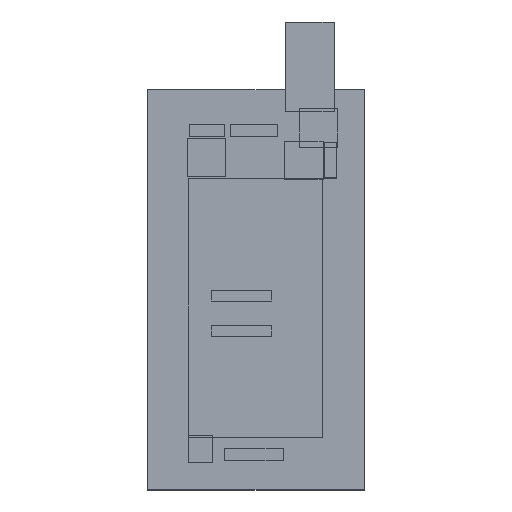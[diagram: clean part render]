
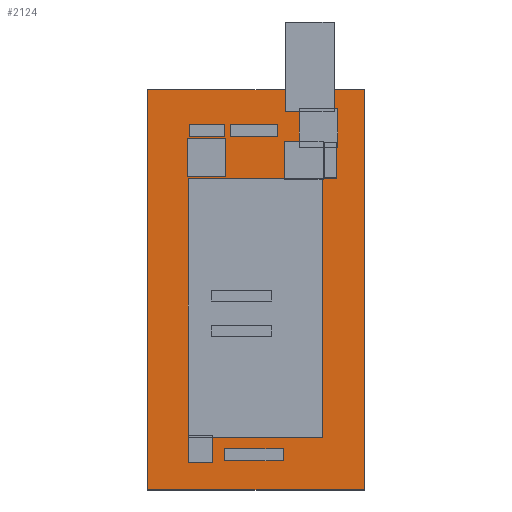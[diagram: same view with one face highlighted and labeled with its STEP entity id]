
A CAD part, top view. The second image highlights one B-rep face of the part: STEP entity #2124.
In plain terms, the highlighted planar face has unit normal (0, 0, 1).
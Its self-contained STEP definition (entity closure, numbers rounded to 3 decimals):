
#96 = FACE_OUTER_BOUND ( 'NONE', #2991, .T. ) ;
#205 = CARTESIAN_POINT ( 'NONE',  ( -10.16, 86.35, 1.6 ) ) ;
#217 = LINE ( 'NONE', #1471, #1638 ) ;
#312 = CARTESIAN_POINT ( 'NONE',  ( -10.16, 0., 1.6 ) ) ;
#423 = EDGE_CURVE ( 'NONE', #2895, #830, #1093, .T. ) ;
#652 = CARTESIAN_POINT ( 'NONE',  ( -10.16, 0., 1.6 ) ) ;
#756 = ORIENTED_EDGE ( 'NONE', *, *, #423, .T. ) ;
#830 = VERTEX_POINT ( 'NONE', #2851 ) ;
#837 = LINE ( 'NONE', #2621, #2838 ) ;
#965 = VECTOR ( 'NONE', #1364, 1000. ) ;
#1093 = LINE ( 'NONE', #312, #965 ) ;
#1166 = DIRECTION ( 'NONE',  ( 0., 0., 1. ) ) ;
#1205 = DIRECTION ( 'NONE',  ( -1., 0., 0. ) ) ;
#1294 = LINE ( 'NONE', #3089, #3215 ) ;
#1364 = DIRECTION ( 'NONE',  ( 1., 0., 0. ) ) ;
#1471 = CARTESIAN_POINT ( 'NONE',  ( 36.5, 86.35, 1.6 ) ) ;
#1541 = ORIENTED_EDGE ( 'NONE', *, *, #2262, .T. ) ;
#1624 = DIRECTION ( 'NONE',  ( 0., 1., 0. ) ) ;
#1638 = VECTOR ( 'NONE', #1205, 1000. ) ;
#2124 = ADVANCED_FACE ( 'NONE', ( #96 ), #2169, .T. ) ;
#2169 = PLANE ( 'NONE',  #2625 ) ;
#2197 = CARTESIAN_POINT ( 'NONE',  ( 0., 0., 1.6 ) ) ;
#2262 = EDGE_CURVE ( 'NONE', #3326, #3027, #217, .T. ) ;
#2556 = CARTESIAN_POINT ( 'NONE',  ( 36.5, 86.35, 1.6 ) ) ;
#2565 = EDGE_CURVE ( 'NONE', #830, #3326, #837, .T. ) ;
#2621 = CARTESIAN_POINT ( 'NONE',  ( 36.5, 0., 1.6 ) ) ;
#2625 = AXIS2_PLACEMENT_3D ( 'NONE', #2197, #1166, #2738 ) ;
#2738 = DIRECTION ( 'NONE',  ( 1., 0., 0. ) ) ;
#2761 = ORIENTED_EDGE ( 'NONE', *, *, #3033, .T. ) ;
#2838 = VECTOR ( 'NONE', #1624, 1000. ) ;
#2851 = CARTESIAN_POINT ( 'NONE',  ( 36.5, 0., 1.6 ) ) ;
#2895 = VERTEX_POINT ( 'NONE', #652 ) ;
#2991 = EDGE_LOOP ( 'NONE', ( #2761, #756, #3321, #1541 ) ) ;
#3027 = VERTEX_POINT ( 'NONE', #205 ) ;
#3033 = EDGE_CURVE ( 'NONE', #3027, #2895, #1294, .T. ) ;
#3076 = DIRECTION ( 'NONE',  ( 0., -1., 0. ) ) ;
#3089 = CARTESIAN_POINT ( 'NONE',  ( -10.16, 86.35, 1.6 ) ) ;
#3215 = VECTOR ( 'NONE', #3076, 1000. ) ;
#3321 = ORIENTED_EDGE ( 'NONE', *, *, #2565, .T. ) ;
#3326 = VERTEX_POINT ( 'NONE', #2556 ) ;
